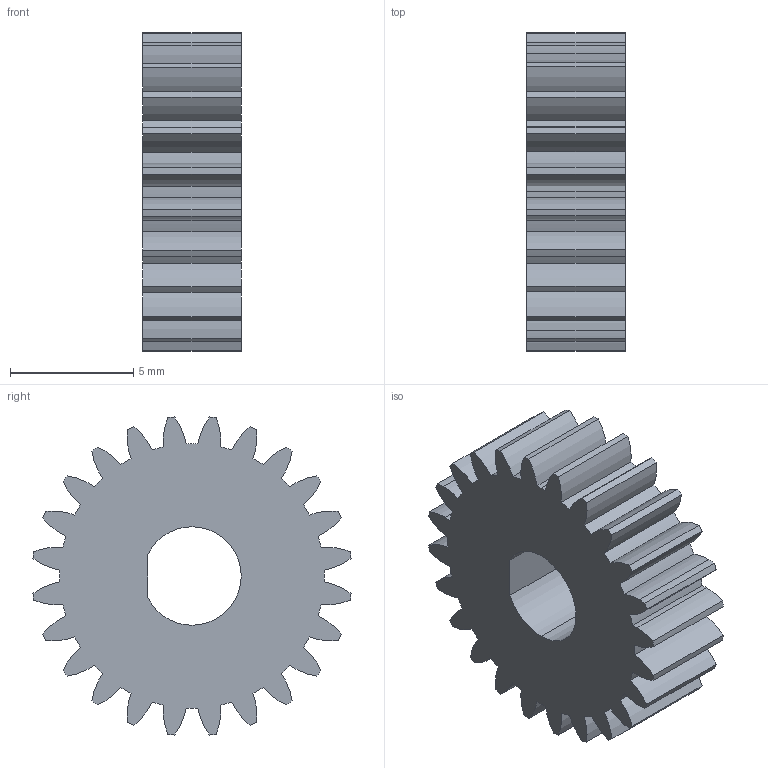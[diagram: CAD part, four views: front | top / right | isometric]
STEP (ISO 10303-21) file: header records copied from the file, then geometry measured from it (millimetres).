
FILE_DESCRIPTION (( 'STEP AP203' ), '1' );
FILE_NAME ('gear 0.5M 24T 4FW.STEP', '2018-03-26T12:35:32', ( '' ), ( '' ), 'SwSTEP 2.0', 'SolidWorks 2016', '' );
FILE_SCHEMA (( 'CONFIG_CONTROL_DESIGN' ));
Length unit declared in the file: millimetre
Products named in the file (1): gear 0.5M 24T 4FW
Bounding box: 4 x 12.92 x 12.92 mm (x, y, z)
Volume: 389.7 mm3; surface area: 548.5 mm2
Topology: 1 solids, 1 shells, 107 faces, 315 edges, 210 vertices
Faces by surface type: cylinder 104, plane 3
Entity records: 3778 total; most frequent: DIRECTION 739, CARTESIAN_POINT 633, ORIENTED_EDGE 630, AXIS2_PLACEMENT_3D 316, EDGE_CURVE 315, VERTEX_POINT 210, CIRCLE 208, EDGE_LOOP 109
